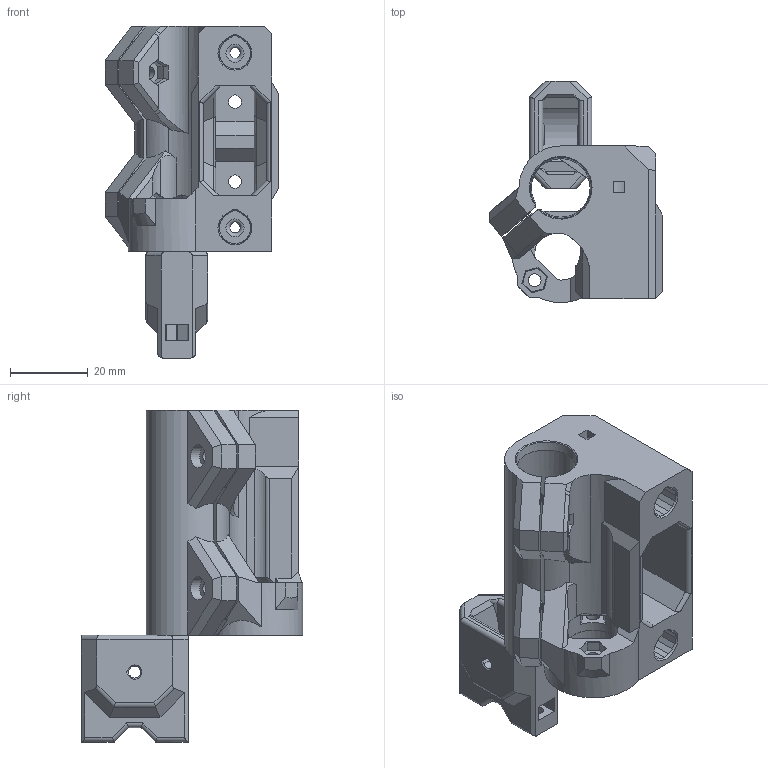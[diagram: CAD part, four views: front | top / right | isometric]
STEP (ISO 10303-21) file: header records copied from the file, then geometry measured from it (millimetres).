
FILE_DESCRIPTION(/* description */ (''),/* implementation_level */ '2;1');
FILE_NAME(/* name */ 'X Idler Tensioner_v3.step',/* time_stamp */ '2020-09-23T18:01:16-07:00',/* author */ (''),/* organization */ (''),/* preprocessor_version */ 'ST-DEVELOPER v18.1',/* originating_system */ 'Autodesk Translation Framework v9.3.0.1241',/* authorisation */ '');
FILE_SCHEMA (('AUTOMOTIVE_DESIGN { 1 0 10303 214 3 1 1 }'));
Length unit declared in the file: millimetre
Products named in the file (3): X Idler Tensioner; x-end-idler; idler_mount
Assembly tree (2 placements, depth 2):
  X Idler Tensioner
    x-end-idler
    idler_mount
Bounding box: 44.79 x 56.99 x 85.5 mm (x, y, z)
Volume: 48364.1 mm3; surface area: 23571.3 mm2
Topology: 2 solids, 10 shells, 516 faces, 1323 edges, 841 vertices
Faces by surface type: plane 414, cylinder 75, cone 21, bspline 4, torus 2
Full cylindrical faces by diameter (mm): 3.3 x3, 13.4 x1, 14 x1
Entity records: 15595 total; most frequent: CARTESIAN_POINT 3007, ORIENTED_EDGE 2646, DIRECTION 2476, EDGE_CURVE 1323, LINE 1056, VECTOR 1056, VERTEX_POINT 841, AXIS2_PLACEMENT_3D 710
